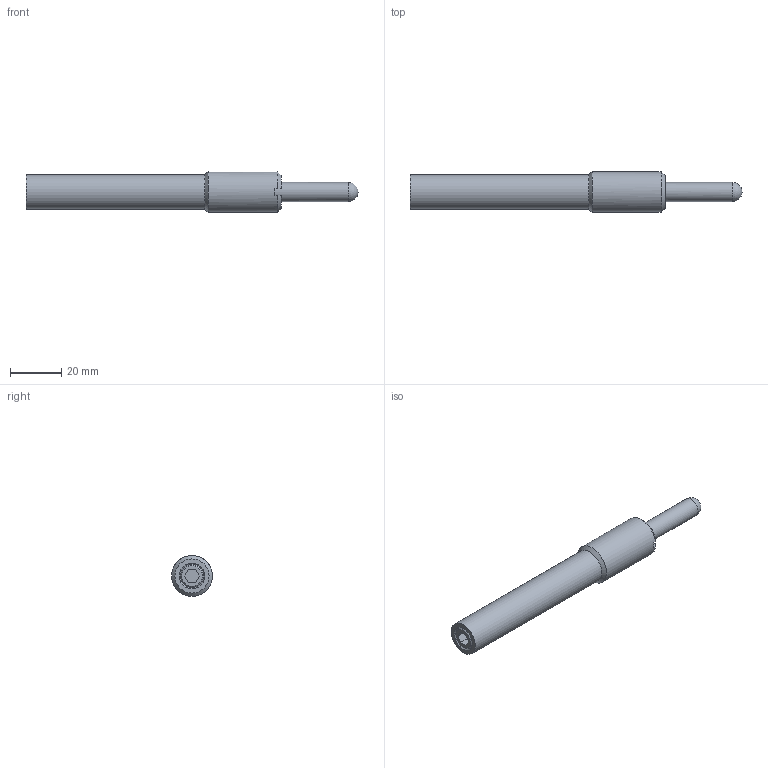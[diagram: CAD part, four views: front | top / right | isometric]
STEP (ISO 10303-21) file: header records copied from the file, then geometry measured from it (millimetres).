
FILE_DESCRIPTION( ( 'STEP AP214' ), '1' );
FILE_NAME( 'K0657.616X100_0.stp', '2020-12-03T11:56:44', ( '' ), ( '' ), ' ', 'PARTsolutions', ' ' );
FILE_SCHEMA( ( 'AUTOMOTIVE_DESIGN { 1 0 10303 214 1 1 1 1 }' ) );
Length unit declared in the file: millimetre
Products named in the file (1): _K0657.616X100_0
Bounding box: 130 x 16 x 16 mm (x, y, z)
Volume: 12678.1 mm3; surface area: 7695.3 mm2
Topology: 1 solids, 2 shells, 33 faces, 77 edges, 50 vertices
Faces by surface type: plane 20, cone 7, cylinder 5, sphere 1
Full cylindrical faces by diameter (mm): 7.5 x1, 8.376 x1, 8.58 x1, 13.4 x1, 16 x1
Entity records: 1128 total; most frequent: CARTESIAN_POINT 153, DIRECTION 148, ORIENTED_EDGE 122, EDGE_CURVE 61, AXIS2_PLACEMENT_3D 57, EDGE_LOOP 46, VERTEX_POINT 46, FACE_OUTER_BOUND 38
